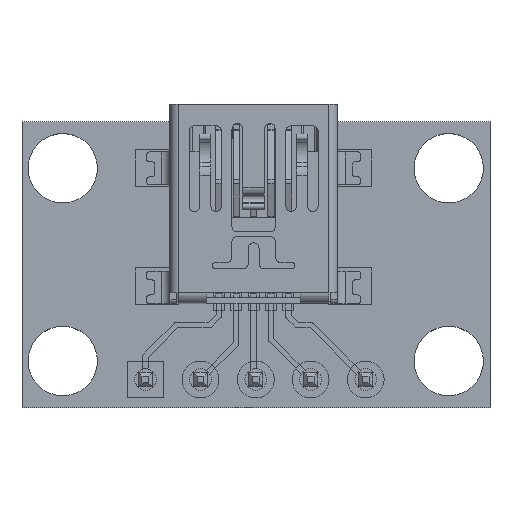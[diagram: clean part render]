
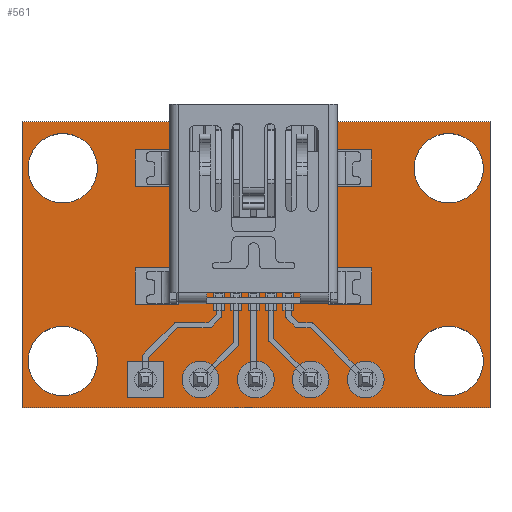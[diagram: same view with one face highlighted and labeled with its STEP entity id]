
A CAD part, top view. The second image highlights one B-rep face of the part: STEP entity #561.
In plain terms, the highlighted planar face has unit normal (0, 0, 1).
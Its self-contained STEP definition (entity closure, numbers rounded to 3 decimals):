
#79 = VERTEX_POINT('',#80);
#80 = CARTESIAN_POINT('',(163.83,-119.38,0.));
#97 = VERTEX_POINT('',#98);
#98 = CARTESIAN_POINT('',(163.83,-106.172,0.));
#104 = EDGE_CURVE('',#79,#97,#105,.T.);
#105 = LINE('',#106,#107);
#106 = CARTESIAN_POINT('',(163.83,-119.38,0.));
#107 = VECTOR('',#108,1.);
#108 = DIRECTION('',(0.,1.,0.));
#119 = VERTEX_POINT('',#120);
#120 = CARTESIAN_POINT('',(142.24,-119.38,0.));
#135 = EDGE_CURVE('',#119,#79,#136,.T.);
#136 = LINE('',#137,#138);
#137 = CARTESIAN_POINT('',(142.24,-119.38,0.));
#138 = VECTOR('',#139,1.);
#139 = DIRECTION('',(1.,0.,0.));
#159 = VERTEX_POINT('',#160);
#160 = CARTESIAN_POINT('',(142.24,-106.172,0.));
#166 = EDGE_CURVE('',#97,#159,#167,.T.);
#167 = LINE('',#168,#169);
#168 = CARTESIAN_POINT('',(163.83,-106.172,0.));
#169 = VECTOR('',#170,1.);
#170 = DIRECTION('',(-1.,0.,0.));
#188 = EDGE_CURVE('',#159,#119,#189,.T.);
#189 = LINE('',#190,#191);
#190 = CARTESIAN_POINT('',(142.24,-106.172,0.));
#191 = VECTOR('',#192,1.);
#192 = DIRECTION('',(0.,-1.,0.));
#203 = VERTEX_POINT('',#204);
#204 = CARTESIAN_POINT('',(145.72,-117.221,0.));
#220 = EDGE_CURVE('',#203,#203,#221,.T.);
#221 = CIRCLE('',#222,1.6);
#222 = AXIS2_PLACEMENT_3D('',#223,#224,#225);
#223 = CARTESIAN_POINT('',(144.12,-117.221,0.));
#224 = DIRECTION('',(0.,0.,1.));
#225 = DIRECTION('',(1.,0.,-0.));
#236 = VERTEX_POINT('',#237);
#237 = CARTESIAN_POINT('',(148.435,-118.075,0.));
#253 = EDGE_CURVE('',#236,#236,#254,.T.);
#254 = CIRCLE('',#255,0.5);
#255 = AXIS2_PLACEMENT_3D('',#256,#257,#258);
#256 = CARTESIAN_POINT('',(147.935,-118.075,0.));
#257 = DIRECTION('',(0.,0.,1.));
#258 = DIRECTION('',(1.,0.,-0.));
#269 = VERTEX_POINT('',#270);
#270 = CARTESIAN_POINT('',(150.975,-118.075,0.));
#286 = EDGE_CURVE('',#269,#269,#287,.T.);
#287 = CIRCLE('',#288,0.5);
#288 = AXIS2_PLACEMENT_3D('',#289,#290,#291);
#289 = CARTESIAN_POINT('',(150.475,-118.075,0.));
#290 = DIRECTION('',(0.,0.,1.));
#291 = DIRECTION('',(1.,0.,-0.));
#302 = VERTEX_POINT('',#303);
#303 = CARTESIAN_POINT('',(153.525,-118.075,0.));
#319 = EDGE_CURVE('',#302,#302,#320,.T.);
#320 = CIRCLE('',#321,0.5);
#321 = AXIS2_PLACEMENT_3D('',#322,#323,#324);
#322 = CARTESIAN_POINT('',(153.025,-118.075,0.));
#323 = DIRECTION('',(0.,0.,1.));
#324 = DIRECTION('',(1.,0.,-0.));
#335 = VERTEX_POINT('',#336);
#336 = CARTESIAN_POINT('',(156.055,-118.075,0.));
#352 = EDGE_CURVE('',#335,#335,#353,.T.);
#353 = CIRCLE('',#354,0.5);
#354 = AXIS2_PLACEMENT_3D('',#355,#356,#357);
#355 = CARTESIAN_POINT('',(155.555,-118.075,0.));
#356 = DIRECTION('',(0.,0.,1.));
#357 = DIRECTION('',(1.,0.,-0.));
#368 = VERTEX_POINT('',#369);
#369 = CARTESIAN_POINT('',(158.595,-118.075,0.));
#385 = EDGE_CURVE('',#368,#368,#386,.T.);
#386 = CIRCLE('',#387,0.5);
#387 = AXIS2_PLACEMENT_3D('',#388,#389,#390);
#388 = CARTESIAN_POINT('',(158.095,-118.075,0.));
#389 = DIRECTION('',(0.,0.,1.));
#390 = DIRECTION('',(1.,0.,-0.));
#401 = VERTEX_POINT('',#402);
#402 = CARTESIAN_POINT('',(163.525,-117.221,0.));
#418 = EDGE_CURVE('',#401,#401,#419,.T.);
#419 = CIRCLE('',#420,1.6);
#420 = AXIS2_PLACEMENT_3D('',#421,#422,#423);
#421 = CARTESIAN_POINT('',(161.925,-117.221,0.));
#422 = DIRECTION('',(0.,0.,1.));
#423 = DIRECTION('',(1.,0.,-0.));
#434 = VERTEX_POINT('',#435);
#435 = CARTESIAN_POINT('',(151.225,-111.175,0.));
#451 = EDGE_CURVE('',#434,#434,#452,.T.);
#452 = CIRCLE('',#453,0.5);
#453 = AXIS2_PLACEMENT_3D('',#454,#455,#456);
#454 = CARTESIAN_POINT('',(150.725,-111.175,0.));
#455 = DIRECTION('',(0.,0.,1.));
#456 = DIRECTION('',(1.,0.,-0.));
#467 = VERTEX_POINT('',#468);
#468 = CARTESIAN_POINT('',(145.72,-108.325,0.));
#484 = EDGE_CURVE('',#467,#467,#485,.T.);
#485 = CIRCLE('',#486,1.6);
#486 = AXIS2_PLACEMENT_3D('',#487,#488,#489);
#487 = CARTESIAN_POINT('',(144.12,-108.325,0.));
#488 = DIRECTION('',(0.,0.,1.));
#489 = DIRECTION('',(1.,0.,-0.));
#500 = VERTEX_POINT('',#501);
#501 = CARTESIAN_POINT('',(155.625,-111.175,0.));
#517 = EDGE_CURVE('',#500,#500,#518,.T.);
#518 = CIRCLE('',#519,0.5);
#519 = AXIS2_PLACEMENT_3D('',#520,#521,#522);
#520 = CARTESIAN_POINT('',(155.125,-111.175,0.));
#521 = DIRECTION('',(0.,0.,1.));
#522 = DIRECTION('',(1.,0.,-0.));
#533 = VERTEX_POINT('',#534);
#534 = CARTESIAN_POINT('',(163.525,-108.325,0.));
#550 = EDGE_CURVE('',#533,#533,#551,.T.);
#551 = CIRCLE('',#552,1.6);
#552 = AXIS2_PLACEMENT_3D('',#553,#554,#555);
#553 = CARTESIAN_POINT('',(161.925,-108.325,0.));
#554 = DIRECTION('',(0.,0.,1.));
#555 = DIRECTION('',(1.,0.,-0.));
#561 = ADVANCED_FACE('',(#562,#568,#571,#574,#577,#580,#583,#586,#589,
    #592,#595,#598),#601,.T.);
#562 = FACE_BOUND('',#563,.T.);
#563 = EDGE_LOOP('',(#564,#565,#566,#567));
#564 = ORIENTED_EDGE('',*,*,#104,.T.);
#565 = ORIENTED_EDGE('',*,*,#166,.T.);
#566 = ORIENTED_EDGE('',*,*,#188,.T.);
#567 = ORIENTED_EDGE('',*,*,#135,.T.);
#568 = FACE_BOUND('',#569,.T.);
#569 = EDGE_LOOP('',(#570));
#570 = ORIENTED_EDGE('',*,*,#220,.F.);
#571 = FACE_BOUND('',#572,.T.);
#572 = EDGE_LOOP('',(#573));
#573 = ORIENTED_EDGE('',*,*,#253,.F.);
#574 = FACE_BOUND('',#575,.T.);
#575 = EDGE_LOOP('',(#576));
#576 = ORIENTED_EDGE('',*,*,#286,.F.);
#577 = FACE_BOUND('',#578,.T.);
#578 = EDGE_LOOP('',(#579));
#579 = ORIENTED_EDGE('',*,*,#319,.F.);
#580 = FACE_BOUND('',#581,.T.);
#581 = EDGE_LOOP('',(#582));
#582 = ORIENTED_EDGE('',*,*,#352,.F.);
#583 = FACE_BOUND('',#584,.T.);
#584 = EDGE_LOOP('',(#585));
#585 = ORIENTED_EDGE('',*,*,#385,.F.);
#586 = FACE_BOUND('',#587,.T.);
#587 = EDGE_LOOP('',(#588));
#588 = ORIENTED_EDGE('',*,*,#418,.F.);
#589 = FACE_BOUND('',#590,.T.);
#590 = EDGE_LOOP('',(#591));
#591 = ORIENTED_EDGE('',*,*,#451,.F.);
#592 = FACE_BOUND('',#593,.T.);
#593 = EDGE_LOOP('',(#594));
#594 = ORIENTED_EDGE('',*,*,#484,.F.);
#595 = FACE_BOUND('',#596,.T.);
#596 = EDGE_LOOP('',(#597));
#597 = ORIENTED_EDGE('',*,*,#517,.F.);
#598 = FACE_BOUND('',#599,.T.);
#599 = EDGE_LOOP('',(#600));
#600 = ORIENTED_EDGE('',*,*,#550,.F.);
#601 = PLANE('',#602);
#602 = AXIS2_PLACEMENT_3D('',#603,#604,#605);
#603 = CARTESIAN_POINT('',(153.035,-112.776,0.));
#604 = DIRECTION('',(0.,0.,1.));
#605 = DIRECTION('',(1.,0.,0.));
